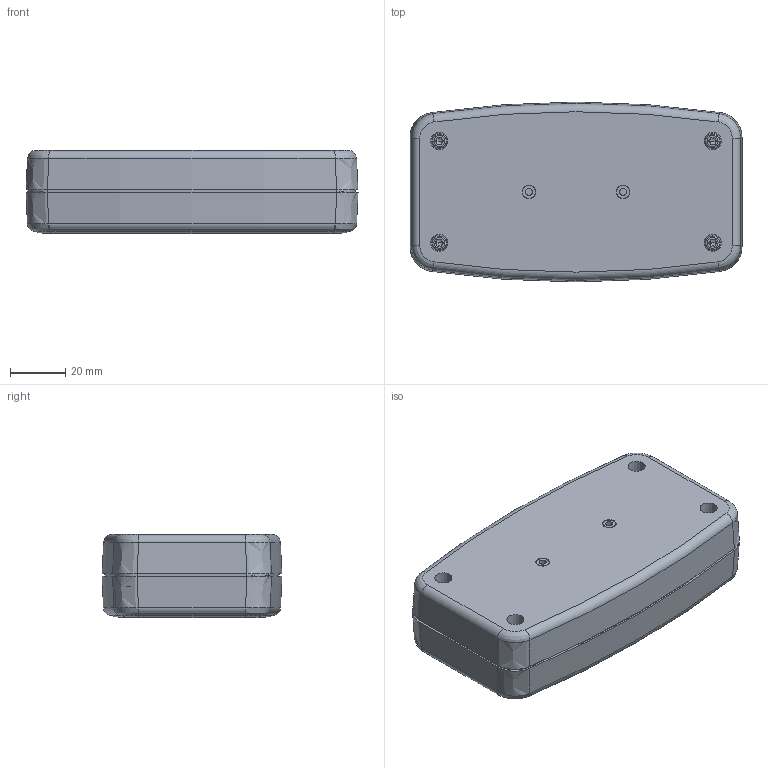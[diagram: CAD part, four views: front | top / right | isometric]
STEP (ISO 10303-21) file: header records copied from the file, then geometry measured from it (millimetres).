
FILE_DESCRIPTION (( 'STEP AP203' ), '1' );
FILE_NAME ('447-800-05.STEP', '2022-06-30T12:22:02', ( '' ), ( '' ), 'SwSTEP 2.0', 'SolidWorks 2018', '' );
FILE_SCHEMA (( 'CONFIG_CONTROL_DESIGN' ));
Length unit declared in the file: millimetre
Products named in the file (5): 044780001; 063041310; 044780002; 063057404; 447-800-05
Assembly tree (8 placements, depth 2):
  447-800-05
    044780002
    044780001
    063057404  x4
    063041310  x2
Bounding box: 120 x 65 x 30 mm (x, y, z)
Volume: 66302.7 mm3; surface area: 55722.4 mm2
Topology: 8 solids, 8 shells, 1016 faces, 2577 edges, 1648 vertices
Faces by surface type: bspline 308, plane 300, cylinder 212, cone 100, torus 94, sphere 2
Entity records: 32098 total; most frequent: CARTESIAN_POINT 13675, ORIENTED_EDGE 3866, DIRECTION 3470, EDGE_CURVE 1933, AXIS2_PLACEMENT_3D 1327, VERTEX_POINT 1232, EDGE_LOOP 865, VECTOR 816
